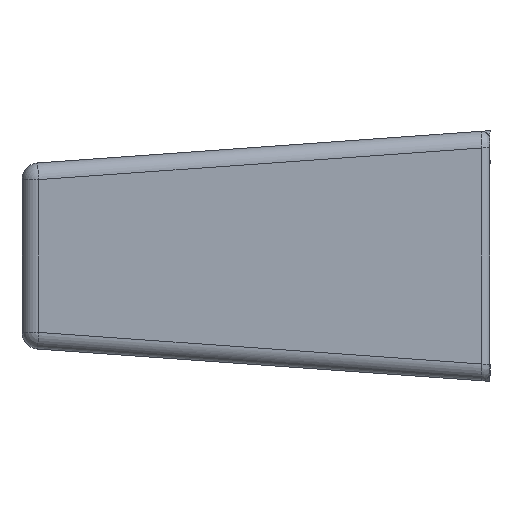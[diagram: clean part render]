
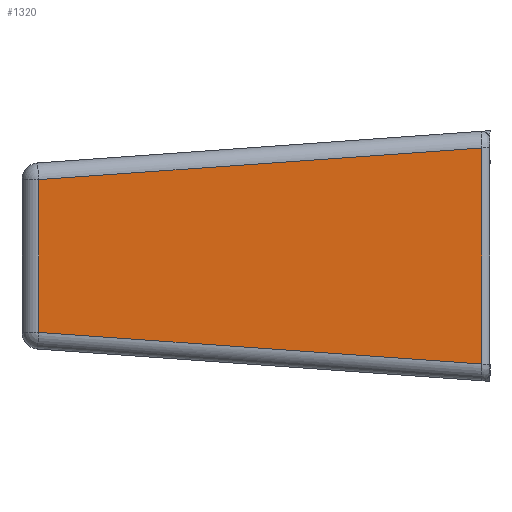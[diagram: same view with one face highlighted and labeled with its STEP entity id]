
A CAD part, left-side view. The second image highlights one B-rep face of the part: STEP entity #1320.
In plain terms, the highlighted planar face has unit normal (-1, 0, 0).
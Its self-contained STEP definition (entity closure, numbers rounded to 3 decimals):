
#46 = EDGE_CURVE ( 'NONE', #2865, #1373, #205, .T. ) ;
#205 = LINE ( 'NONE', #364, #2717 ) ;
#232 = LINE ( 'NONE', #952, #2121 ) ;
#315 = EDGE_CURVE ( 'NONE', #2510, #2964, #232, .T. ) ;
#364 = CARTESIAN_POINT ( 'NONE',  ( -121., -13.005, -6.426 ) ) ;
#412 = LINE ( 'NONE', #1558, #2929 ) ;
#684 = CARTESIAN_POINT ( 'NONE',  ( -121., -14., 7.5 ) ) ;
#909 = PLANE ( 'NONE',  #2770 ) ;
#952 = CARTESIAN_POINT ( 'NONE',  ( -121., -14.071, 6.503 ) ) ;
#974 = VECTOR ( 'NONE', #2223, 1000. ) ;
#991 = ORIENTED_EDGE ( 'NONE', *, *, #2128, .T. ) ;
#1100 = DIRECTION ( 'NONE',  ( 0., -0.997, -0.071 ) ) ;
#1320 = ADVANCED_FACE ( 'NONE', ( #2628 ), #909, .F. ) ;
#1373 = VERTEX_POINT ( 'NONE', #3031 ) ;
#1397 = ORIENTED_EDGE ( 'NONE', *, *, #1693, .T. ) ;
#1405 = DIRECTION ( 'NONE',  ( 0., 0., -1. ) ) ;
#1558 = CARTESIAN_POINT ( 'NONE',  ( -121., -13.5, 7.5 ) ) ;
#1650 = DIRECTION ( 'NONE',  ( 1., 0., 0. ) ) ;
#1683 = CARTESIAN_POINT ( 'NONE',  ( -121., -13.5, 6.462 ) ) ;
#1693 = EDGE_CURVE ( 'NONE', #1373, #2510, #412, .T. ) ;
#1980 = CARTESIAN_POINT ( 'NONE',  ( -121., 13., 7.5 ) ) ;
#2024 = DIRECTION ( 'NONE',  ( 0., 0., 1. ) ) ;
#2121 = VECTOR ( 'NONE', #2653, 1000. ) ;
#2128 = EDGE_CURVE ( 'NONE', #2964, #2865, #2852, .T. ) ;
#2212 = ORIENTED_EDGE ( 'NONE', *, *, #46, .T. ) ;
#2223 = DIRECTION ( 'NONE',  ( 0., 0., -1. ) ) ;
#2258 = CARTESIAN_POINT ( 'NONE',  ( -121., 13., 4.569 ) ) ;
#2510 = VERTEX_POINT ( 'NONE', #1683 ) ;
#2628 = FACE_OUTER_BOUND ( 'NONE', #2977, .T. ) ;
#2653 = DIRECTION ( 'NONE',  ( 0., 0.997, -0.071 ) ) ;
#2717 = VECTOR ( 'NONE', #1100, 1000. ) ;
#2770 = AXIS2_PLACEMENT_3D ( 'NONE', #684, #1650, #1405 ) ;
#2817 = ORIENTED_EDGE ( 'NONE', *, *, #315, .T. ) ;
#2852 = LINE ( 'NONE', #1980, #974 ) ;
#2865 = VERTEX_POINT ( 'NONE', #2957 ) ;
#2929 = VECTOR ( 'NONE', #2024, 1000. ) ;
#2957 = CARTESIAN_POINT ( 'NONE',  ( -121., 13., -4.569 ) ) ;
#2964 = VERTEX_POINT ( 'NONE', #2258 ) ;
#2977 = EDGE_LOOP ( 'NONE', ( #2212, #1397, #2817, #991 ) ) ;
#3031 = CARTESIAN_POINT ( 'NONE',  ( -121., -13.5, -6.462 ) ) ;
